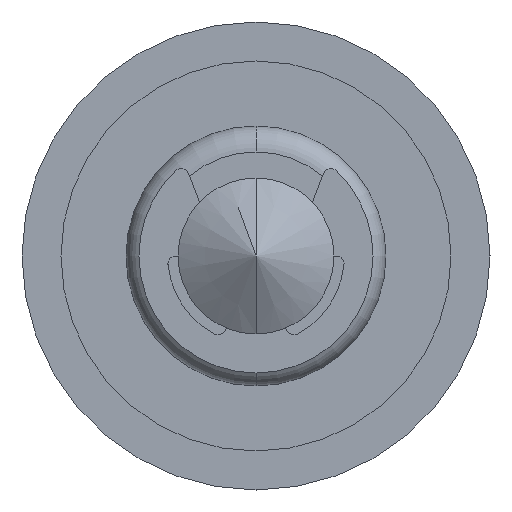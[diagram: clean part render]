
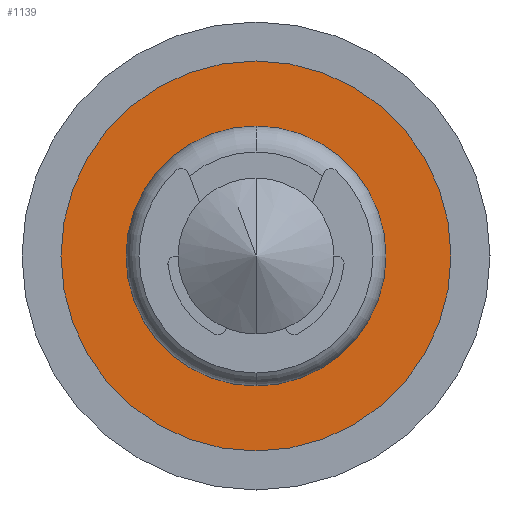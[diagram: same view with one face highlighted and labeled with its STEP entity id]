
A CAD part, front view. The second image highlights one B-rep face of the part: STEP entity #1139.
In plain terms, the highlighted planar face has unit normal (0, -1, 0).
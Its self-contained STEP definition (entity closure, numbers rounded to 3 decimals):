
#123 = EDGE_LOOP ( 'NONE', ( #305, #307 ) ) ;
#124 = EDGE_LOOP ( 'NONE', ( #303, #304 ) ) ;
#242 = VERTEX_POINT ( 'NONE', #477 ) ;
#303 = ORIENTED_EDGE ( 'NONE', *, *, #1215, .T. ) ;
#304 = ORIENTED_EDGE ( 'NONE', *, *, #1090, .T. ) ;
#305 = ORIENTED_EDGE ( 'NONE', *, *, #1089, .F. ) ;
#307 = ORIENTED_EDGE ( 'NONE', *, *, #1174, .F. ) ;
#477 = CARTESIAN_POINT ( 'NONE',  ( 0., 30.232, 5. ) ) ;
#689 = CARTESIAN_POINT ( 'NONE',  ( 0., 30.232, 0. ) ) ;
#690 = DIRECTION ( 'NONE',  ( 0., 1., 0. ) ) ;
#691 = DIRECTION ( 'NONE',  ( 0., 0., 1. ) ) ;
#692 = CARTESIAN_POINT ( 'NONE',  ( 0., 30.232, 0. ) ) ;
#693 = DIRECTION ( 'NONE',  ( 0., 1., 0. ) ) ;
#694 = DIRECTION ( 'NONE',  ( 0., 0., 1. ) ) ;
#849 = PLANE ( 'NONE',  #2048 ) ;
#850 = CARTESIAN_POINT ( 'NONE',  ( -7.5, 30.232, 0. ) ) ;
#851 = DIRECTION ( 'NONE',  ( 0., -1., 0. ) ) ;
#852 = DIRECTION ( 'NONE',  ( 0., 0., -1. ) ) ;
#902 = CIRCLE ( 'NONE', #1233, 5. ) ;
#923 = CIRCLE ( 'NONE', #2087, 7.5 ) ;
#984 = CIRCLE ( 'NONE', #1428, 5. ) ;
#985 = CIRCLE ( 'NONE', #1434, 7.5 ) ;
#1089 = EDGE_CURVE ( 'NONE', #1391, #1334, #985, .T. ) ;
#1090 = EDGE_CURVE ( 'NONE', #1323, #242, #984, .T. ) ;
#1139 = ADVANCED_FACE ( 'NONE', ( #2012, #2028 ), #849, .T. ) ;
#1174 = EDGE_CURVE ( 'NONE', #1334, #1391, #923, .T. ) ;
#1215 = EDGE_CURVE ( 'NONE', #242, #1323, #902, .T. ) ;
#1233 = AXIS2_PLACEMENT_3D ( 'NONE', #1690, #1691, #1692 ) ;
#1323 = VERTEX_POINT ( 'NONE', #1730 ) ;
#1334 = VERTEX_POINT ( 'NONE', #1741 ) ;
#1391 = VERTEX_POINT ( 'NONE', #1784 ) ;
#1428 = AXIS2_PLACEMENT_3D ( 'NONE', #692, #693, #694 ) ;
#1434 = AXIS2_PLACEMENT_3D ( 'NONE', #689, #690, #691 ) ;
#1553 = CARTESIAN_POINT ( 'NONE',  ( 0., 30.232, 0. ) ) ;
#1554 = DIRECTION ( 'NONE',  ( 0., 1., 0. ) ) ;
#1555 = DIRECTION ( 'NONE',  ( 0., 0., 1. ) ) ;
#1690 = CARTESIAN_POINT ( 'NONE',  ( 0., 30.232, 0. ) ) ;
#1691 = DIRECTION ( 'NONE',  ( 0., 1., 0. ) ) ;
#1692 = DIRECTION ( 'NONE',  ( 0., 0., 1. ) ) ;
#1730 = CARTESIAN_POINT ( 'NONE',  ( 0., 30.232, -5. ) ) ;
#1741 = CARTESIAN_POINT ( 'NONE',  ( 0., 30.232, -7.5 ) ) ;
#1784 = CARTESIAN_POINT ( 'NONE',  ( 0., 30.232, 7.5 ) ) ;
#2012 = FACE_BOUND ( 'NONE', #124, .T. ) ;
#2028 = FACE_OUTER_BOUND ( 'NONE', #123, .T. ) ;
#2048 = AXIS2_PLACEMENT_3D ( 'NONE', #850, #851, #852 ) ;
#2087 = AXIS2_PLACEMENT_3D ( 'NONE', #1553, #1554, #1555 ) ;
